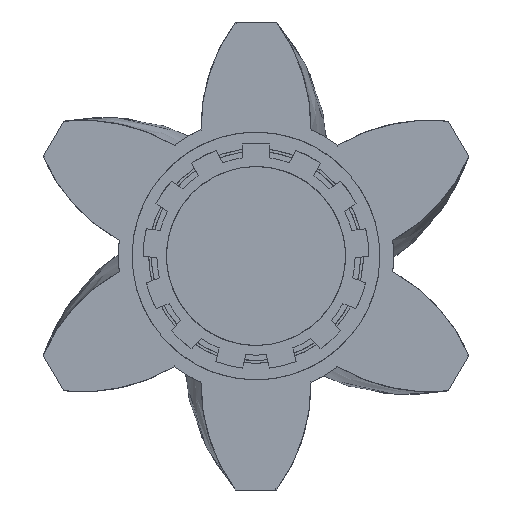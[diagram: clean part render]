
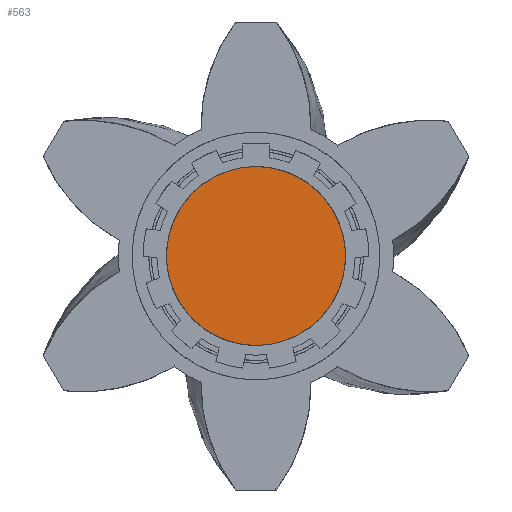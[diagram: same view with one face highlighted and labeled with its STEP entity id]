
A CAD part, left-side view. The second image highlights one B-rep face of the part: STEP entity #563.
In plain terms, the highlighted free-form (B-spline) face has degree [1, 1] with [2, 2] control points.
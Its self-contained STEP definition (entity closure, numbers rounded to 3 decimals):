
#563 = ADVANCED_FACE('',(#564),#586,.T.);
#564 = FACE_BOUND('',#565,.T.);
#565 = EDGE_LOOP('',(#566,#578));
#566 = ORIENTED_EDGE('',*,*,#567,.T.);
#567 = EDGE_CURVE('',#568,#570,#572,.T.);
#568 = VERTEX_POINT('',#569);
#569 = CARTESIAN_POINT('',(-132.639,-12.68,
    23.211));
#570 = VERTEX_POINT('',#571);
#571 = CARTESIAN_POINT('',(-132.639,12.68,
    -23.211));
#572 = ( BOUNDED_CURVE() B_SPLINE_CURVE(2,(#573,#574,#575,#576,#577),
.UNSPECIFIED.,.F.,.F.) B_SPLINE_CURVE_WITH_KNOTS((3,2,3),(
    0.,1.571,3.142),
.PIECEWISE_BEZIER_KNOTS.) CURVE() GEOMETRIC_REPRESENTATION_ITEM() 
RATIONAL_B_SPLINE_CURVE((1.,0.707,1.,0.707,1.)) 
REPRESENTATION_ITEM('') );
#573 = CARTESIAN_POINT('',(-132.639,-12.68,
    23.211));
#574 = CARTESIAN_POINT('',(-132.639,-35.891,
    10.531));
#575 = CARTESIAN_POINT('',(-132.639,-23.211,
    -12.68));
#576 = CARTESIAN_POINT('',(-132.639,-10.531,
    -35.891));
#577 = CARTESIAN_POINT('',(-132.639,12.68,
    -23.211));
#578 = ORIENTED_EDGE('',*,*,#579,.T.);
#579 = EDGE_CURVE('',#570,#568,#580,.T.);
#580 = ( BOUNDED_CURVE() B_SPLINE_CURVE(2,(#581,#582,#583,#584,#585),
.UNSPECIFIED.,.F.,.F.) B_SPLINE_CURVE_WITH_KNOTS((3,2,3),(
    0.,1.571,3.142),
.PIECEWISE_BEZIER_KNOTS.) CURVE() GEOMETRIC_REPRESENTATION_ITEM() 
RATIONAL_B_SPLINE_CURVE((1.,0.707,1.,0.707,1.)) 
REPRESENTATION_ITEM('') );
#581 = CARTESIAN_POINT('',(-132.639,12.68,
    -23.211));
#582 = CARTESIAN_POINT('',(-132.639,35.891,
    -10.531));
#583 = CARTESIAN_POINT('',(-132.639,23.211,
    12.68));
#584 = CARTESIAN_POINT('',(-132.639,10.531,
    35.891));
#585 = CARTESIAN_POINT('',(-132.639,-12.68,
    23.211));
#586 = B_SPLINE_SURFACE_WITH_KNOTS('',1,1,(
    (#587,#588)
    ,(#589,#590
    )),.UNSPECIFIED.,.F.,.F.,.F.,(2,2),(2,2),(-32.5,32.5),(-32.5,32.5),
  .PIECEWISE_BEZIER_KNOTS.);
#587 = CARTESIAN_POINT('',(-132.639,26.448,
    -26.448));
#588 = CARTESIAN_POINT('',(-132.639,-26.448,
    -26.448));
#589 = CARTESIAN_POINT('',(-132.639,26.448,
    26.448));
#590 = CARTESIAN_POINT('',(-132.639,-26.448,
    26.448));
